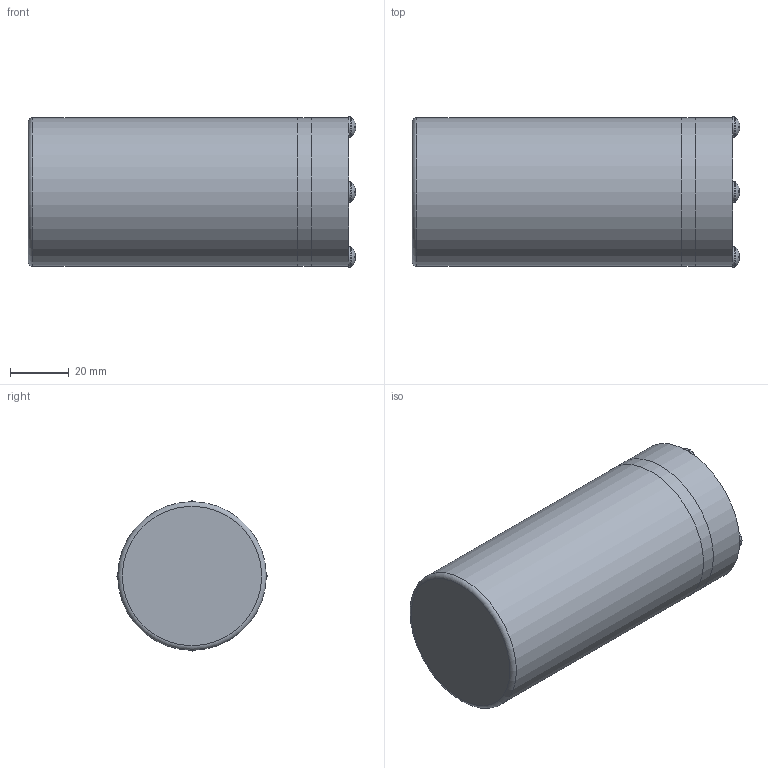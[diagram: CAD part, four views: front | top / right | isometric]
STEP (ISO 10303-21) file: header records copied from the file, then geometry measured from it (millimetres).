
FILE_DESCRIPTION(/* description */ (''),/* implementation_level */ '2;1');
FILE_NAME(/* name */ 'AR103_LanternFish.stp',/* time_stamp */ '2022-10-05T18:07:02-04:00',/* author */ ('lfrey'),/* organization */ (''),/* preprocessor_version */ 'ST-DEVELOPER v19',/* originating_system */ 'Autodesk Inventor 2023',/* authorisation */ '');
FILE_SCHEMA (('AUTOMOTIVE_DESIGN { 1 0 10303 214 3 1 1 }'));
Length unit declared in the file: inch
Products named in the file (11): LEDLight; HoboHousingTube; HoboHousingEndcap; 120DegBubbleLens2; SR-06_LED; FlatViewport; LED_0805; 026_O-Ring; ZX80-B-5P; 028_O-Ring; ANSI B18.6.3 - No. 6 - 32 - 1
Assembly tree (14 placements, depth 2):
  LEDLight
    HoboHousingTube
    HoboHousingEndcap
    120DegBubbleLens2
    SR-06_LED
    FlatViewport
    LED_0805  x2
    026_O-Ring
    ZX80-B-5P
    028_O-Ring
    ANSI B18.6.3 - No. 6 - 32 - 1  x4
Bounding box: 111.95 x 51.31 x 51.31 mm (x, y, z)
Volume: 131101.9 mm3; surface area: 48275.2 mm2
Topology: 14 solids, 14 shells, 511 faces, 1346 edges, 874 vertices
Faces by surface type: plane 282, cylinder 145, cone 43, torus 28, sphere 9, bspline 4
Full cylindrical faces by diameter (mm): 1.016 x2, 1.702 x4, 2.4 x1, 2.642 x4, 3.505 x4, 3.658 x8, 6.858 x4, 11 x1, 31 x1, 34.29 x1, 35.56 x1, 37.948 x2, 38.1 x1, 39.116 x1, 50.8 x3
Entity records: 14306 total; most frequent: CARTESIAN_POINT 2809, DIRECTION 2283, ORIENTED_EDGE 2204, EDGE_CURVE 1102, AXIS2_PLACEMENT_3D 776, LINE 731, VECTOR 731, VERTEX_POINT 716
